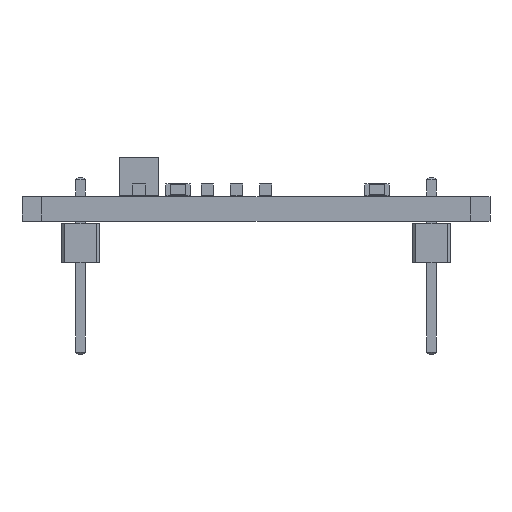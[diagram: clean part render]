
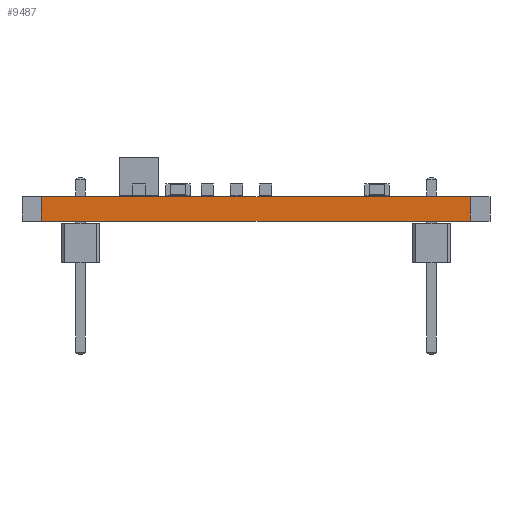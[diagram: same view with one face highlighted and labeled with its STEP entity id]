
A CAD part, front view. The second image highlights one B-rep face of the part: STEP entity #9487.
In plain terms, the highlighted planar face has unit normal (0, -1, 0).
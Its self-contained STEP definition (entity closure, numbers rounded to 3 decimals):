
#8048 = PLANE('',#8049);
#8049 = AXIS2_PLACEMENT_3D('',#8050,#8051,#8052);
#8050 = CARTESIAN_POINT('',(115.443,-70.993,1.6));
#8051 = DIRECTION('',(0.,0.,1.));
#8052 = DIRECTION('',(1.,0.,0.));
#8102 = PLANE('',#8103);
#8103 = AXIS2_PLACEMENT_3D('',#8104,#8105,#8106);
#8104 = CARTESIAN_POINT('',(115.443,-70.993,0.));
#8105 = DIRECTION('',(0.,0.,1.));
#8106 = DIRECTION('',(1.,0.,0.));
#8233 = PLANE('',#8234);
#8234 = AXIS2_PLACEMENT_3D('',#8235,#8236,#8237);
#8235 = CARTESIAN_POINT('',(101.6,-77.47,0.));
#8236 = DIRECTION('',(1.,0.,0.));
#8237 = DIRECTION('',(0.,-1.,0.));
#8272 = VERTEX_POINT('',#8273);
#8273 = CARTESIAN_POINT('',(101.6,-81.28,0.));
#8294 = EDGE_CURVE('',#8272,#8295,#8297,.T.);
#8295 = VERTEX_POINT('',#8296);
#8296 = CARTESIAN_POINT('',(129.54,-81.28,0.));
#8297 = SURFACE_CURVE('',#8298,(#8302,#8309),.PCURVE_S1.);
#8298 = LINE('',#8299,#8300);
#8299 = CARTESIAN_POINT('',(101.6,-81.28,0.));
#8300 = VECTOR('',#8301,1.);
#8301 = DIRECTION('',(1.,0.,0.));
#8302 = PCURVE('',#8102,#8303);
#8303 = DEFINITIONAL_REPRESENTATION('',(#8304),#8308);
#8304 = LINE('',#8305,#8306);
#8305 = CARTESIAN_POINT('',(-13.843,-10.287));
#8306 = VECTOR('',#8307,1.);
#8307 = DIRECTION('',(1.,0.));
#8308 = ( GEOMETRIC_REPRESENTATION_CONTEXT(2) 
PARAMETRIC_REPRESENTATION_CONTEXT() REPRESENTATION_CONTEXT('2D SPACE',''
  ) );
#8309 = PCURVE('',#8310,#8315);
#8310 = PLANE('',#8311);
#8311 = AXIS2_PLACEMENT_3D('',#8312,#8313,#8314);
#8312 = CARTESIAN_POINT('',(101.6,-81.28,0.));
#8313 = DIRECTION('',(0.,1.,0.));
#8314 = DIRECTION('',(1.,0.,0.));
#8315 = DEFINITIONAL_REPRESENTATION('',(#8316),#8320);
#8316 = LINE('',#8317,#8318);
#8317 = CARTESIAN_POINT('',(0.,0.));
#8318 = VECTOR('',#8319,1.);
#8319 = DIRECTION('',(1.,0.));
#8320 = ( GEOMETRIC_REPRESENTATION_CONTEXT(2) 
PARAMETRIC_REPRESENTATION_CONTEXT() REPRESENTATION_CONTEXT('2D SPACE',''
  ) );
#8338 = PLANE('',#8339);
#8339 = AXIS2_PLACEMENT_3D('',#8340,#8341,#8342);
#8340 = CARTESIAN_POINT('',(129.54,-81.28,0.));
#8341 = DIRECTION('',(-1.,0.,0.));
#8342 = DIRECTION('',(0.,1.,0.));
#8890 = VERTEX_POINT('',#8891);
#8891 = CARTESIAN_POINT('',(101.6,-81.28,1.6));
#8912 = EDGE_CURVE('',#8890,#8913,#8915,.T.);
#8913 = VERTEX_POINT('',#8914);
#8914 = CARTESIAN_POINT('',(129.54,-81.28,1.6));
#8915 = SURFACE_CURVE('',#8916,(#8920,#8927),.PCURVE_S1.);
#8916 = LINE('',#8917,#8918);
#8917 = CARTESIAN_POINT('',(101.6,-81.28,1.6));
#8918 = VECTOR('',#8919,1.);
#8919 = DIRECTION('',(1.,0.,0.));
#8920 = PCURVE('',#8048,#8921);
#8921 = DEFINITIONAL_REPRESENTATION('',(#8922),#8926);
#8922 = LINE('',#8923,#8924);
#8923 = CARTESIAN_POINT('',(-13.843,-10.287));
#8924 = VECTOR('',#8925,1.);
#8925 = DIRECTION('',(1.,0.));
#8926 = ( GEOMETRIC_REPRESENTATION_CONTEXT(2) 
PARAMETRIC_REPRESENTATION_CONTEXT() REPRESENTATION_CONTEXT('2D SPACE',''
  ) );
#8927 = PCURVE('',#8310,#8928);
#8928 = DEFINITIONAL_REPRESENTATION('',(#8929),#8933);
#8929 = LINE('',#8930,#8931);
#8930 = CARTESIAN_POINT('',(0.,-1.6));
#8931 = VECTOR('',#8932,1.);
#8932 = DIRECTION('',(1.,0.));
#8933 = ( GEOMETRIC_REPRESENTATION_CONTEXT(2) 
PARAMETRIC_REPRESENTATION_CONTEXT() REPRESENTATION_CONTEXT('2D SPACE',''
  ) );
#9439 = EDGE_CURVE('',#8272,#8890,#9440,.T.);
#9440 = SURFACE_CURVE('',#9441,(#9445,#9452),.PCURVE_S1.);
#9441 = LINE('',#9442,#9443);
#9442 = CARTESIAN_POINT('',(101.6,-81.28,0.));
#9443 = VECTOR('',#9444,1.);
#9444 = DIRECTION('',(0.,0.,1.));
#9445 = PCURVE('',#8233,#9446);
#9446 = DEFINITIONAL_REPRESENTATION('',(#9447),#9451);
#9447 = LINE('',#9448,#9449);
#9448 = CARTESIAN_POINT('',(3.81,0.));
#9449 = VECTOR('',#9450,1.);
#9450 = DIRECTION('',(0.,-1.));
#9451 = ( GEOMETRIC_REPRESENTATION_CONTEXT(2) 
PARAMETRIC_REPRESENTATION_CONTEXT() REPRESENTATION_CONTEXT('2D SPACE',''
  ) );
#9452 = PCURVE('',#8310,#9453);
#9453 = DEFINITIONAL_REPRESENTATION('',(#9454),#9458);
#9454 = LINE('',#9455,#9456);
#9455 = CARTESIAN_POINT('',(0.,0.));
#9456 = VECTOR('',#9457,1.);
#9457 = DIRECTION('',(0.,-1.));
#9458 = ( GEOMETRIC_REPRESENTATION_CONTEXT(2) 
PARAMETRIC_REPRESENTATION_CONTEXT() REPRESENTATION_CONTEXT('2D SPACE',''
  ) );
#9487 = ADVANCED_FACE('',(#9488),#8310,.F.);
#9488 = FACE_BOUND('',#9489,.F.);
#9489 = EDGE_LOOP('',(#9490,#9491,#9492,#9513));
#9490 = ORIENTED_EDGE('',*,*,#9439,.T.);
#9491 = ORIENTED_EDGE('',*,*,#8912,.T.);
#9492 = ORIENTED_EDGE('',*,*,#9493,.F.);
#9493 = EDGE_CURVE('',#8295,#8913,#9494,.T.);
#9494 = SURFACE_CURVE('',#9495,(#9499,#9506),.PCURVE_S1.);
#9495 = LINE('',#9496,#9497);
#9496 = CARTESIAN_POINT('',(129.54,-81.28,0.));
#9497 = VECTOR('',#9498,1.);
#9498 = DIRECTION('',(0.,0.,1.));
#9499 = PCURVE('',#8310,#9500);
#9500 = DEFINITIONAL_REPRESENTATION('',(#9501),#9505);
#9501 = LINE('',#9502,#9503);
#9502 = CARTESIAN_POINT('',(27.94,0.));
#9503 = VECTOR('',#9504,1.);
#9504 = DIRECTION('',(0.,-1.));
#9505 = ( GEOMETRIC_REPRESENTATION_CONTEXT(2) 
PARAMETRIC_REPRESENTATION_CONTEXT() REPRESENTATION_CONTEXT('2D SPACE',''
  ) );
#9506 = PCURVE('',#8338,#9507);
#9507 = DEFINITIONAL_REPRESENTATION('',(#9508),#9512);
#9508 = LINE('',#9509,#9510);
#9509 = CARTESIAN_POINT('',(0.,0.));
#9510 = VECTOR('',#9511,1.);
#9511 = DIRECTION('',(0.,-1.));
#9512 = ( GEOMETRIC_REPRESENTATION_CONTEXT(2) 
PARAMETRIC_REPRESENTATION_CONTEXT() REPRESENTATION_CONTEXT('2D SPACE',''
  ) );
#9513 = ORIENTED_EDGE('',*,*,#8294,.F.);
